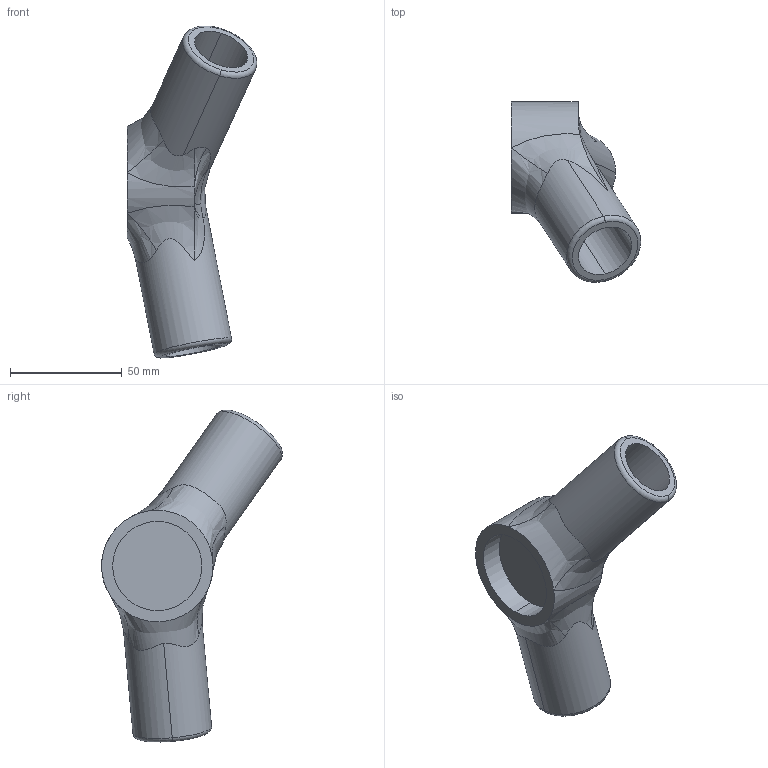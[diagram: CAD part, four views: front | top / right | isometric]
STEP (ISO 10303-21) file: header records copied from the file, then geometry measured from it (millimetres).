
FILE_DESCRIPTION (( 'STEP AP203' ), '1' );
FILE_NAME ('S_L_P2.STEP', '2025-12-04T07:47:59', ( '' ), ( '' ), 'SwSTEP 2.0', 'SolidWorks 2024', '' );
FILE_SCHEMA (( 'CONFIG_CONTROL_DESIGN' ));
Length unit declared in the file: millimetre
Products named in the file (1): S_L_P2
Bounding box: 58.13 x 81.05 x 148.85 mm (x, y, z)
Volume: 110314.1 mm3; surface area: 30275.7 mm2
Topology: 1 solids, 1 shells, 39 faces, 87 edges, 51 vertices
Faces by surface type: bspline 13, cylinder 12, plane 7, torus 4, sphere 3
Entity records: 2418 total; most frequent: CARTESIAN_POINT 1568, ORIENTED_EDGE 170, DIRECTION 154, EDGE_CURVE 85, AXIS2_PLACEMENT_3D 72, VERTEX_POINT 51, CIRCLE 45, EDGE_LOOP 42
